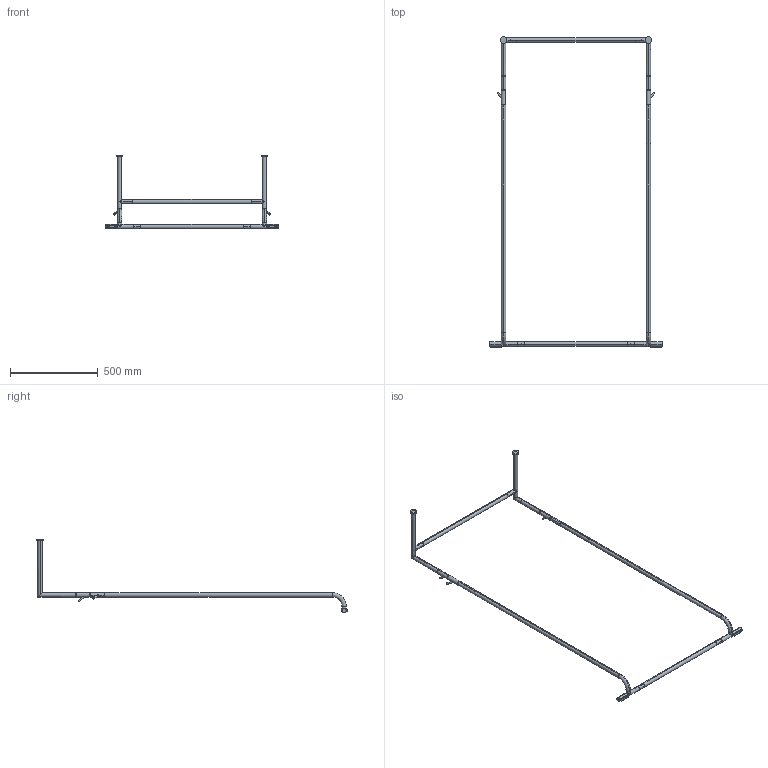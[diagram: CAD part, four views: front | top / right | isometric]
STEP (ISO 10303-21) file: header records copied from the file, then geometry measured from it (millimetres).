
FILE_DESCRIPTION (( 'STEP AP203' ), '1' );
FILE_NAME ('Lucca Big.STEP', '2018-08-24T17:38:07', ( 'hauke' ), ( 'hauke' ), 'SwSTEP 2.0', 'SolidWorks 2010', '' );
FILE_SCHEMA (( 'CONFIG_CONTROL_DESIGN' ));
Length unit declared in the file: millimetre
Products named in the file (1): Lucca Big
Bounding box: 986 x 1769.6 x 420 mm (x, y, z)
Volume: 1333990.2 mm3; surface area: 903829.9 mm2
Topology: 19 solids, 19 shells, 322 faces, 770 edges, 476 vertices
Faces by surface type: cylinder 178, plane 74, cone 54, sphere 8, torus 8
Entity records: 11869 total; most frequent: CARTESIAN_POINT 4411, DIRECTION 1564, ORIENTED_EDGE 1524, EDGE_CURVE 762, AXIS2_PLACEMENT_3D 645, VERTEX_POINT 476, EDGE_LOOP 368, ADVANCED_FACE 322
